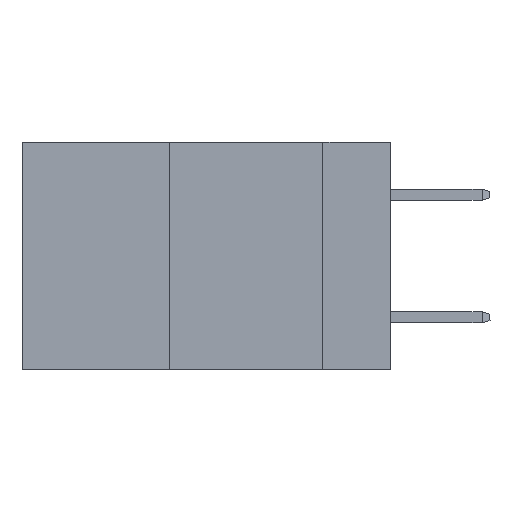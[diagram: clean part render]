
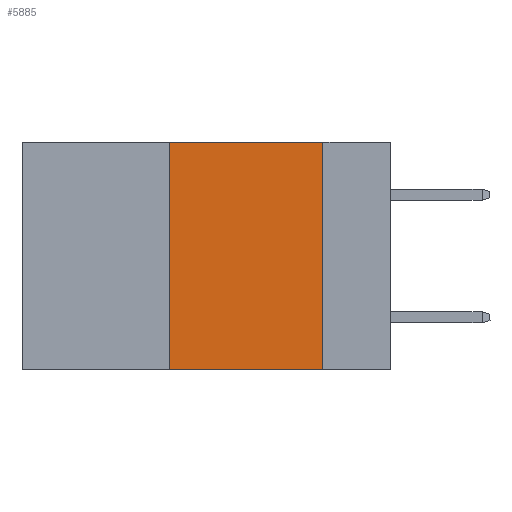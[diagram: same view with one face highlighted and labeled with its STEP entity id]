
A CAD part, left-side view. The second image highlights one B-rep face of the part: STEP entity #5885.
In plain terms, the highlighted planar face has unit normal (-1, 0, 0).
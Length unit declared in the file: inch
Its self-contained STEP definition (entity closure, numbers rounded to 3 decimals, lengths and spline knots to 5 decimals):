
#408 = VERTEX_POINT ( 'NONE', #14130 ) ;
#581 = CARTESIAN_POINT ( 'NONE',  ( 0., 0.11, 0. ) ) ;
#1355 = ORIENTED_EDGE ( 'NONE', *, *, #9840, .F. ) ;
#1937 = DIRECTION ( 'NONE',  ( 0., 0., -1. ) ) ;
#2089 = CARTESIAN_POINT ( 'NONE',  ( 0., 0.11, 0. ) ) ;
#2507 = EDGE_LOOP ( 'NONE', ( #5838, #1355, #5957, #8259 ) ) ;
#3117 = DIRECTION ( 'NONE',  ( 0., -1., 0. ) ) ;
#3595 = VERTEX_POINT ( 'NONE', #12692 ) ;
#4361 = DIRECTION ( 'NONE',  ( 1., 0., 0. ) ) ;
#4443 = VECTOR ( 'NONE', #4813, 39.37008 ) ;
#4524 = CARTESIAN_POINT ( 'NONE',  ( 0., 0.36, 0. ) ) ;
#4598 = LINE ( 'NONE', #4524, #4443 ) ;
#4813 = DIRECTION ( 'NONE',  ( 0., 0., 1. ) ) ;
#5553 = PLANE ( 'NONE',  #8865 ) ;
#5717 = VERTEX_POINT ( 'NONE', #8668 ) ;
#5769 = LINE ( 'NONE', #10295, #13431 ) ;
#5838 = ORIENTED_EDGE ( 'NONE', *, *, #8041, .F. ) ;
#5885 = ADVANCED_FACE ( 'NONE', ( #11064 ), #5553, .F. ) ;
#5957 = ORIENTED_EDGE ( 'NONE', *, *, #12859, .F. ) ;
#6522 = LINE ( 'NONE', #13304, #12546 ) ;
#6643 = VERTEX_POINT ( 'NONE', #581 ) ;
#8041 = EDGE_CURVE ( 'NONE', #6643, #5717, #13259, .T. ) ;
#8200 = DIRECTION ( 'NONE',  ( 0., -1., 0. ) ) ;
#8259 = ORIENTED_EDGE ( 'NONE', *, *, #12812, .T. ) ;
#8668 = CARTESIAN_POINT ( 'NONE',  ( 0., 0.11, -0.37 ) ) ;
#8865 = AXIS2_PLACEMENT_3D ( 'NONE', #9932, #4361, #12395 ) ;
#9840 = EDGE_CURVE ( 'NONE', #3595, #6643, #5769, .T. ) ;
#9932 = CARTESIAN_POINT ( 'NONE',  ( 0., 0.6, 0. ) ) ;
#10295 = CARTESIAN_POINT ( 'NONE',  ( 0., 0.6, 0. ) ) ;
#11064 = FACE_OUTER_BOUND ( 'NONE', #2507, .T. ) ;
#12395 = DIRECTION ( 'NONE',  ( 0., 0., -1. ) ) ;
#12546 = VECTOR ( 'NONE', #3117, 39.37008 ) ;
#12692 = CARTESIAN_POINT ( 'NONE',  ( 0., 0.36, 0. ) ) ;
#12812 = EDGE_CURVE ( 'NONE', #408, #5717, #6522, .T. ) ;
#12859 = EDGE_CURVE ( 'NONE', #408, #3595, #4598, .T. ) ;
#13259 = LINE ( 'NONE', #2089, #14110 ) ;
#13304 = CARTESIAN_POINT ( 'NONE',  ( 0., 0.6, -0.37 ) ) ;
#13431 = VECTOR ( 'NONE', #8200, 39.37008 ) ;
#14110 = VECTOR ( 'NONE', #1937, 39.37008 ) ;
#14130 = CARTESIAN_POINT ( 'NONE',  ( 0., 0.36, -0.37 ) ) ;
